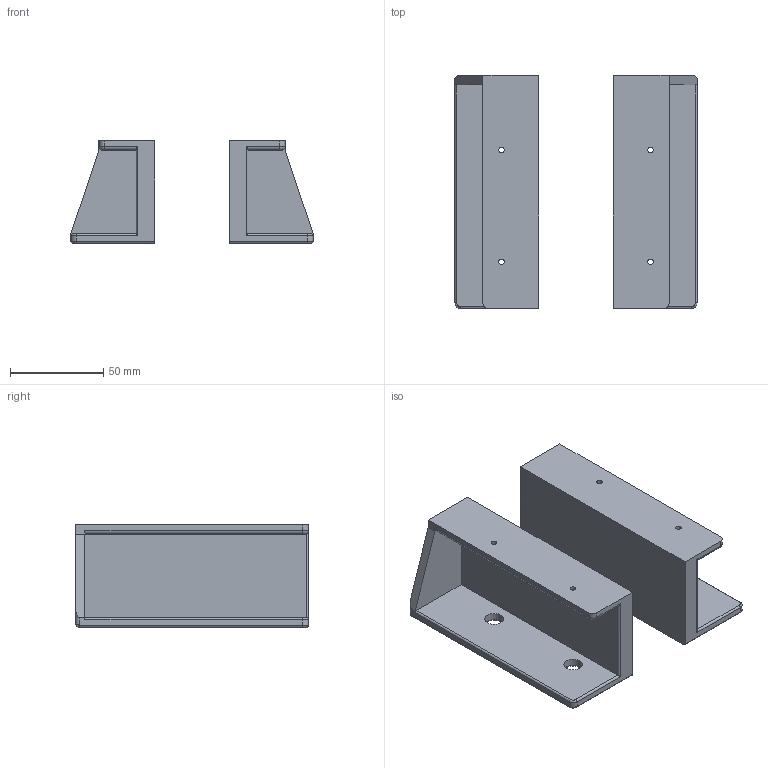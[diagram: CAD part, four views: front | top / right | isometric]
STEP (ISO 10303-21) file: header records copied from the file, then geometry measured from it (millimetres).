
FILE_DESCRIPTION(('FreeCAD Model'),'2;1');
FILE_NAME('Open CASCADE Shape Model','2025-07-02T21:13:23',(''),(''), 'Open CASCADE STEP processor 7.8','FreeCAD','Unknown');
FILE_SCHEMA(('AUTOMOTIVE_DESIGN { 1 0 10303 214 1 1 1 1 }'));
Length unit declared in the file: millimetre
Products named in the file (3): KeyboardMount; LeftMount; RightMount
Assembly tree (2 placements, depth 2):
  KeyboardMount
    LeftMount
    RightMount
Bounding box: 130 x 125 x 55 mm (x, y, z)
Volume: 216333.8 mm3; surface area: 67097.2 mm2
Topology: 2 solids, 2 shells, 70 faces, 172 edges, 104 vertices
Faces by surface type: cylinder 30, plane 24, torus 8, cone 4, revolution 2, bspline 2
Full cylindrical faces by diameter (mm): 2.9 x4, 10 x4
Entity records: 4802 total; most frequent: CARTESIAN_POINT 1255, DIRECTION 674, LINE 380, VECTOR 380, ORIENTED_EDGE 340, PCURVE 340, DEFINITIONAL_REPRESENTATION 340, EDGE_CURVE 170
